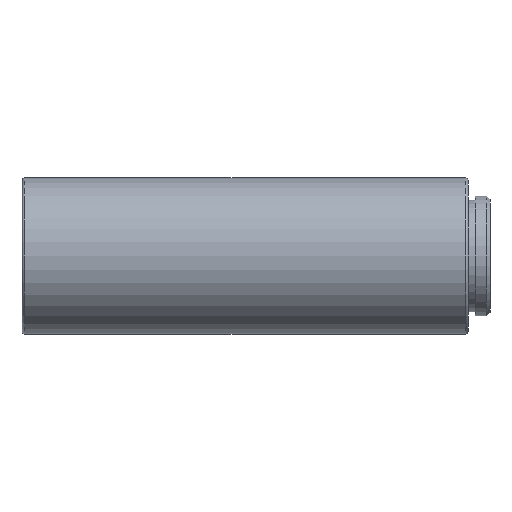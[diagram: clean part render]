
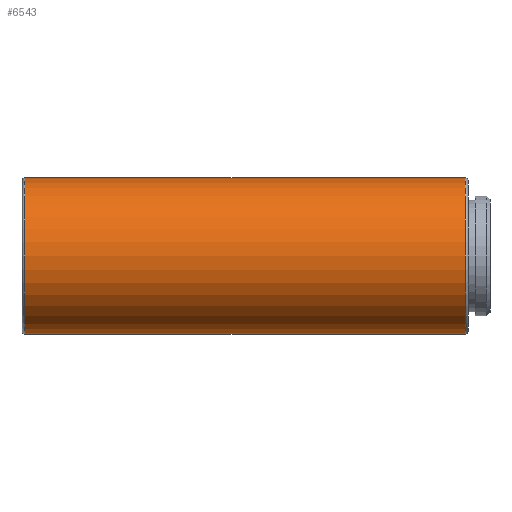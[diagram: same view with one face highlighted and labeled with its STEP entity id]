
A CAD part, left-side view. The second image highlights one B-rep face of the part: STEP entity #6543.
In plain terms, the highlighted cylindrical face has radius 8.9 mm (diameter 17.8 mm), a partial arc.
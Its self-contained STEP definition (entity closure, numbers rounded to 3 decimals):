
#428 = AXIS2_PLACEMENT_3D ( 'NONE', #8615, #14838, #13335 ) ;
#784 = VERTEX_POINT ( 'NONE', #17960 ) ;
#870 = VERTEX_POINT ( 'NONE', #4077 ) ;
#1265 = LINE ( 'NONE', #14721, #14578 ) ;
#1723 = CARTESIAN_POINT ( 'NONE',  ( -8.896, 22.962, -10.004 ) ) ;
#2588 = EDGE_CURVE ( 'NONE', #9054, #784, #18073, .T. ) ;
#4077 = CARTESIAN_POINT ( 'NONE',  ( -8.896, -27.538, 7.796 ) ) ;
#4307 = CYLINDRICAL_SURFACE ( 'NONE', #6666, 8.9 ) ;
#5212 = CIRCLE ( 'NONE', #19988, 8.9 ) ;
#6353 = VERTEX_POINT ( 'NONE', #8742 ) ;
#6543 = ADVANCED_FACE ( 'NONE', ( #19054 ), #4307, .T. ) ;
#6666 = AXIS2_PLACEMENT_3D ( 'NONE', #9264, #14193, #20759 ) ;
#7846 = DIRECTION ( 'NONE',  ( 0., -1., 0. ) ) ;
#8271 = CARTESIAN_POINT ( 'NONE',  ( -8.896, -27.538, -1.104 ) ) ;
#8510 = EDGE_CURVE ( 'NONE', #6353, #870, #1265, .T. ) ;
#8599 = DIRECTION ( 'NONE',  ( 0., 0., 1. ) ) ;
#8615 = CARTESIAN_POINT ( 'NONE',  ( -8.896, 22.662, -1.104 ) ) ;
#8742 = CARTESIAN_POINT ( 'NONE',  ( -8.896, 22.662, 7.796 ) ) ;
#9054 = VERTEX_POINT ( 'NONE', #16951 ) ;
#9264 = CARTESIAN_POINT ( 'NONE',  ( -8.896, 22.962, -1.104 ) ) ;
#9744 = ORIENTED_EDGE ( 'NONE', *, *, #20341, .T. ) ;
#13320 = DIRECTION ( 'NONE',  ( 0., 1., 0. ) ) ;
#13335 = DIRECTION ( 'NONE',  ( 0., 0., 1. ) ) ;
#13919 = VECTOR ( 'NONE', #16583, 1000. ) ;
#13997 = ORIENTED_EDGE ( 'NONE', *, *, #14606, .T. ) ;
#14193 = DIRECTION ( 'NONE',  ( 0., -1., 0. ) ) ;
#14364 = ORIENTED_EDGE ( 'NONE', *, *, #8510, .F. ) ;
#14578 = VECTOR ( 'NONE', #7846, 1000. ) ;
#14606 = EDGE_CURVE ( 'NONE', #784, #870, #5212, .T. ) ;
#14721 = CARTESIAN_POINT ( 'NONE',  ( -8.896, 22.962, 7.796 ) ) ;
#14838 = DIRECTION ( 'NONE',  ( 0., -1., 0. ) ) ;
#14865 = CIRCLE ( 'NONE', #428, 8.9 ) ;
#15395 = ORIENTED_EDGE ( 'NONE', *, *, #2588, .T. ) ;
#16583 = DIRECTION ( 'NONE',  ( 0., -1., 0. ) ) ;
#16951 = CARTESIAN_POINT ( 'NONE',  ( -8.896, 22.662, -10.004 ) ) ;
#17960 = CARTESIAN_POINT ( 'NONE',  ( -8.896, -27.538, -10.004 ) ) ;
#17966 = EDGE_LOOP ( 'NONE', ( #14364, #9744, #15395, #13997 ) ) ;
#18073 = LINE ( 'NONE', #1723, #13919 ) ;
#19054 = FACE_OUTER_BOUND ( 'NONE', #17966, .T. ) ;
#19988 = AXIS2_PLACEMENT_3D ( 'NONE', #8271, #13320, #8599 ) ;
#20341 = EDGE_CURVE ( 'NONE', #6353, #9054, #14865, .T. ) ;
#20759 = DIRECTION ( 'NONE',  ( 0., 0., -1. ) ) ;
